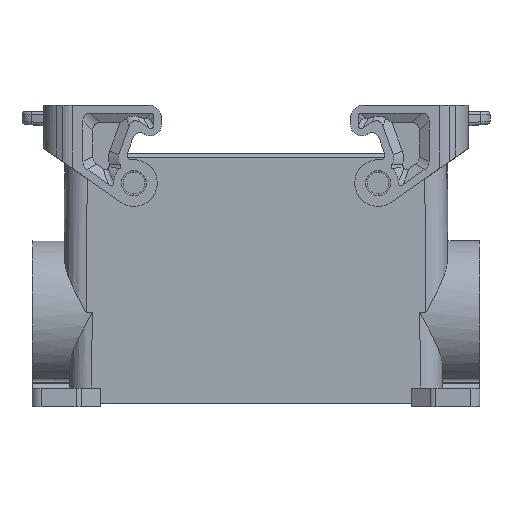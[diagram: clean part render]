
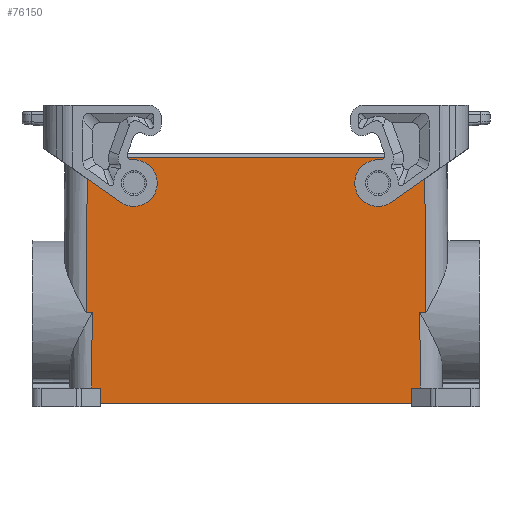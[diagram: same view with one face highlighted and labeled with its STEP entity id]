
A CAD part, front view. The second image highlights one B-rep face of the part: STEP entity #76150.
In plain terms, the highlighted face is planar.
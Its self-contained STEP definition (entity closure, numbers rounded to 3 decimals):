
#6460=CARTESIAN_POINT('',(-80.893,-26.195,
23.435));
#6470=VERTEX_POINT('',#6460);
#6500=CARTESIAN_POINT('',(-90.554,-26.195,
23.435));
#6510=DIRECTION('',(-1.,0.,0.));
#6520=VECTOR('',#6510,1.);
#6530=LINE('',#6500,#6520);
#6540=CARTESIAN_POINT('',(-78.912,-26.195,
23.435));
#6550=VERTEX_POINT('',#6540);
#6560=EDGE_CURVE('',#6550,#6470,#6530,.T.);
#11030=CARTESIAN_POINT('',(26.419,-26.195,
23.435));
#11040=VERTEX_POINT('',#11030);
#11070=CARTESIAN_POINT('',(24.821,-26.195,
23.435));
#11080=DIRECTION('',(1.,0.,0.));
#11090=VECTOR('',#11080,1.);
#11100=LINE('',#11070,#11090);
#11110=CARTESIAN_POINT('',(28.4,-26.195,
23.435));
#11120=VERTEX_POINT('',#11110);
#11130=EDGE_CURVE('',#11040,#11120,#11100,.T.);
#71510=CARTESIAN_POINT('',(-80.466,23.6,23.));
#71520=VERTEX_POINT('',#71510);
#72180=CARTESIAN_POINT('',(27.973,23.6,23.))
;
#72190=VERTEX_POINT('',#72180);
#72220=CARTESIAN_POINT('',(0.,23.6,23.));
#72230=DIRECTION('',(1.,0.,0.));
#72240=VECTOR('',#72230,1.);
#72250=LINE('',#72220,#72240);
#72260=EDGE_CURVE('',#71520,#72190,#72250,.T.);
#72770=CARTESIAN_POINT('',(0.,-50.4,23.646));
#72780=DIRECTION('',(1.,0.,0.));
#72790=VECTOR('',#72780,1.);
#72800=LINE('',#72770,#72790);
#72810=CARTESIAN_POINT('',(23.753,-50.4,23.646));
#72820=VERTEX_POINT('',#72810);
#72830=CARTESIAN_POINT('',(26.624,-50.4,23.646))
;
#72840=VERTEX_POINT('',#72830);
#72850=EDGE_CURVE('',#72820,#72840,#72800,.T.);
#74180=CARTESIAN_POINT('',(-61.997,15.5,
23.071));
#74190=VERTEX_POINT('',#74180);
#74370=CARTESIAN_POINT('',(-68.997,15.5,
23.071));
#74380=VERTEX_POINT('',#74370);
#74410=CARTESIAN_POINT('',(-65.497,15.5,
23.071));
#74420=DIRECTION('',(0.,0.009,
1.));
#74430=DIRECTION('',(0.,1.,
-0.009));
#74440=AXIS2_PLACEMENT_3D('',#74410,#74420,#74430);
#74450=ELLIPSE('',#74440,3.5,3.5);
#74460=EDGE_CURVE('',#74190,#74380,#74450,.T.);
#75020=CARTESIAN_POINT('',(23.125,0.,23.206));
#75030=DIRECTION('',(-0.012,1.,
-0.009));
#75040=VECTOR('',#75030,1.);
#75050=LINE('',#75020,#75040);
#75060=CARTESIAN_POINT('',(23.816,-55.4,23.689)
);
#75070=VERTEX_POINT('',#75060);
#75080=EDGE_CURVE('',#75070,#72820,#75050,.T.);
#75350=CARTESIAN_POINT('',(-74.247,1.601,
23.192));
#75360=DIRECTION('',(0.,0.009,
1.));
#75370=DIRECTION('',(1.,0.,0.));
#75380=AXIS2_PLACEMENT_3D('',#75350,#75360,#75370);
#75390=PLANE('',#75380);
#75400=EDGE_CURVE('',#74380,#74190,#74450,.T.);
#75410=ORIENTED_EDGE('',*,*,#75400,.F.);
#75420=ORIENTED_EDGE('',*,*,#74460,.F.);
#75430=EDGE_LOOP('',(#75420,#75410));
#75440=FACE_BOUND('',#75430,.T.);
#75450=CARTESIAN_POINT('',(13.003,15.5,
23.071));
#75460=DIRECTION('',(0.,0.009,
1.));
#75470=DIRECTION('',(0.,1.,
-0.009));
#75480=AXIS2_PLACEMENT_3D('',#75450,#75460,#75470);
#75490=ELLIPSE('',#75480,3.5,3.5);
#75500=CARTESIAN_POINT('',(9.503,15.5,
23.071));
#75510=VERTEX_POINT('',#75500);
#75520=CARTESIAN_POINT('',(16.503,15.5,
23.071));
#75530=VERTEX_POINT('',#75520);
#75540=EDGE_CURVE('',#75510,#75530,#75490,.T.);
#75550=ORIENTED_EDGE('',*,*,#75540,.F.);
#75560=EDGE_CURVE('',#75530,#75510,#75490,.T.);
#75570=ORIENTED_EDGE('',*,*,#75560,.F.);
#75580=EDGE_LOOP('',(#75570,#75550));
#75590=FACE_BOUND('',#75580,.T.);
#75600=CARTESIAN_POINT('',(-78.688,0.061,
23.205));
#75610=DIRECTION('',(-0.009,-1.,
0.009));
#75620=VECTOR('',#75610,1.);
#75630=LINE('',#75600,#75620);
#75640=CARTESIAN_POINT('',(-79.117,-50.4,23.646
));
#75650=VERTEX_POINT('',#75640);
#75660=EDGE_CURVE('',#6550,#75650,#75630,.T.);
#75670=ORIENTED_EDGE('',*,*,#75660,.T.);
#75680=ORIENTED_EDGE('',*,*,#6560,.F.);
#75690=CARTESIAN_POINT('',(-80.668,0.061,
23.205));
#75700=DIRECTION('',(0.009,1.,
-0.009));
#75710=VECTOR('',#75700,1.);
#75720=LINE('',#75690,#75710);
#75730=EDGE_CURVE('',#6470,#71520,#75720,.T.);
#75740=ORIENTED_EDGE('',*,*,#75730,.F.);
#75750=ORIENTED_EDGE('',*,*,#72260,.F.);
#75760=CARTESIAN_POINT('',(28.175,0.061,
23.205));
#75770=DIRECTION('',(-0.009,1.,
-0.009));
#75780=VECTOR('',#75770,1.);
#75790=LINE('',#75760,#75780);
#75800=EDGE_CURVE('',#11120,#72190,#75790,.T.);
#75810=ORIENTED_EDGE('',*,*,#75800,.T.);
#75820=ORIENTED_EDGE('',*,*,#11130,.T.);
#75830=CARTESIAN_POINT('',(26.195,0.061,
23.205));
#75840=DIRECTION('',(-0.009,1.,
-0.009));
#75850=VECTOR('',#75840,1.);
#75860=LINE('',#75830,#75850);
#75870=EDGE_CURVE('',#72840,#11040,#75860,.T.);
#75880=ORIENTED_EDGE('',*,*,#75870,.T.);
#75890=ORIENTED_EDGE('',*,*,#72850,.T.);
#75900=ORIENTED_EDGE('',*,*,#75080,.T.);
#75910=CARTESIAN_POINT('',(0.,-55.4,23.689));
#75920=DIRECTION('',(-1.,0.,0.));
#75930=VECTOR('',#75920,1.);
#75940=LINE('',#75910,#75930);
#75950=CARTESIAN_POINT('',(-76.309,-55.4,23.689
));
#75960=VERTEX_POINT('',#75950);
#75970=EDGE_CURVE('',#75070,#75960,#75940,.T.);
#75980=ORIENTED_EDGE('',*,*,#75970,.F.);
#75990=CARTESIAN_POINT('',(-75.618,0.,23.206));
#76000=DIRECTION('',(-0.012,-1.,
0.009));
#76010=VECTOR('',#76000,1.);
#76020=LINE('',#75990,#76010);
#76030=CARTESIAN_POINT('',(-76.247,-50.4,23.646)
);
#76040=VERTEX_POINT('',#76030);
#76050=EDGE_CURVE('',#76040,#75960,#76020,.T.);
#76060=ORIENTED_EDGE('',*,*,#76050,.T.);
#76070=CARTESIAN_POINT('',(0.,-50.4,23.646));
#76080=DIRECTION('',(1.,0.,0.));
#76090=VECTOR('',#76080,1.);
#76100=LINE('',#76070,#76090);
#76110=EDGE_CURVE('',#75650,#76040,#76100,.T.);
#76120=ORIENTED_EDGE('',*,*,#76110,.T.);
#76130=EDGE_LOOP('',(#76120,#76060,#75980,#75900,#75890,#75880,#75820,
#75810,#75750,#75740,#75680,#75670));
#76140=FACE_OUTER_BOUND('',#76130,.T.);
#76150=ADVANCED_FACE('',(#75440,#75590,#76140),#75390,.T.);
